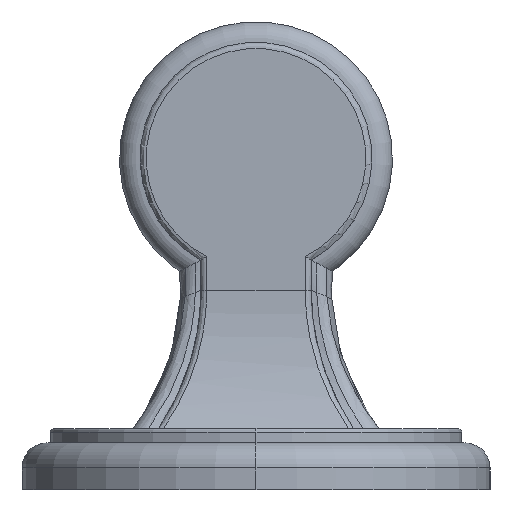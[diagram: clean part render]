
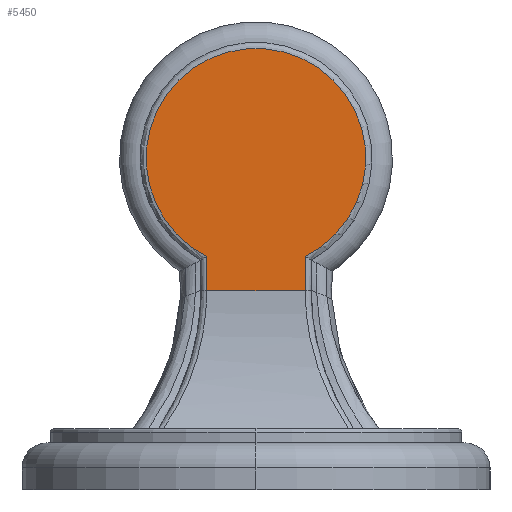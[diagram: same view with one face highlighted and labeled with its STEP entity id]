
A CAD part, left-side view. The second image highlights one B-rep face of the part: STEP entity #5450.
In plain terms, the highlighted planar face has unit normal (-1, 0, 0).
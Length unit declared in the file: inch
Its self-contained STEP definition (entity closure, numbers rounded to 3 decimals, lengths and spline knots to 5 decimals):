
#1755=DIRECTION('',(0.,0.,-1.));
#1756=VECTOR('',#1755,0.21848);
#1757=CARTESIAN_POINT('',(-12.35417,0.31517,
1.49549));
#1758=LINE('',#1757,#1756);
#1759=CARTESIAN_POINT('',(-12.35417,0.,2.125));
#1760=DIRECTION('',(1.,0.,0.));
#1761=DIRECTION('',(0.,0.448,-0.894));
#1762=AXIS2_PLACEMENT_3D('',#1759,#1760,#1761);
#1764=DIRECTION('',(0.,0.,1.));
#1765=VECTOR('',#1764,0.21848);
#1766=CARTESIAN_POINT('',(-12.35417,-0.31516,
1.277));
#1767=LINE('',#1766,#1765);
#1768=DIRECTION('',(0.,1.,0.));
#1769=VECTOR('',#1768,0.63033);
#1770=CARTESIAN_POINT('',(-12.35417,-0.31516,
1.277));
#1771=LINE('',#1770,#1769);
#2018=CARTESIAN_POINT('',(-12.35417,0.31517,
1.49549));
#2019=CARTESIAN_POINT('',(-12.35417,0.31516,
1.27701));
#2020=VERTEX_POINT('',#2018);
#2021=VERTEX_POINT('',#2019);
#2026=CARTESIAN_POINT('',(-12.35417,-0.31517,
1.49549));
#2027=VERTEX_POINT('',#2026);
#2032=CARTESIAN_POINT('',(-12.35417,-0.31516,
1.277));
#2033=VERTEX_POINT('',#2032);
#5437=CARTESIAN_POINT('',(-12.35417,-0.625,1.277));
#5438=DIRECTION('',(1.,0.,0.));
#5439=DIRECTION('',(0.,0.,1.));
#5440=AXIS2_PLACEMENT_3D('',#5437,#5438,#5439);
#5441=PLANE('',#5440);
#5443=ORIENTED_EDGE('',*,*,#5442,.F.);
#5445=ORIENTED_EDGE('',*,*,#5444,.T.);
#5446=ORIENTED_EDGE('',*,*,#5430,.F.);
#5447=ORIENTED_EDGE('',*,*,#4762,.T.);
#5448=EDGE_LOOP('',(#5443,#5445,#5446,#5447));
#5449=FACE_OUTER_BOUND('',#5448,.F.);
#5450=ADVANCED_FACE('',(#5449),#5441,.F.);
#1763=CIRCLE('',#1762,0.704);
#4762=EDGE_CURVE('',#2033,#2021,#1771,.T.);
#5430=EDGE_CURVE('',#2033,#2027,#1767,.T.);
#5442=EDGE_CURVE('',#2020,#2021,#1758,.T.);
#5444=EDGE_CURVE('',#2020,#2027,#1763,.T.);
